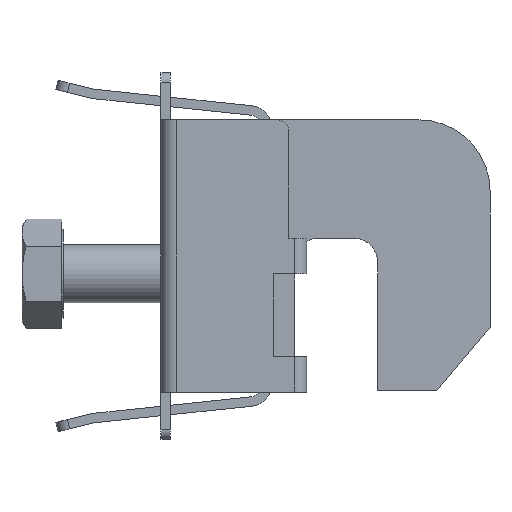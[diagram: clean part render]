
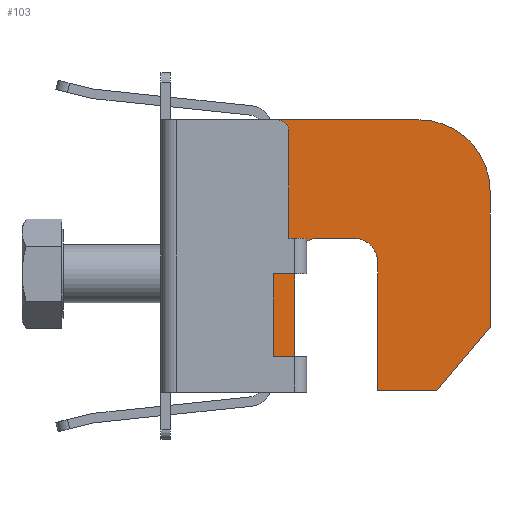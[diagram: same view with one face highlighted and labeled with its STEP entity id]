
A CAD part, left-side view. The second image highlights one B-rep face of the part: STEP entity #103.
In plain terms, the highlighted planar face has unit normal (-1, 0, 0).
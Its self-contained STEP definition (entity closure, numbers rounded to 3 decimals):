
#103=ADVANCED_FACE('',(#256),#257,.F.);
#256=FACE_OUTER_BOUND('',#562,.T.);
#257=PLANE('',#563);
#562=EDGE_LOOP('',(#900,#901,#902,#903,#904,#905,#906,#907,#908,#909,#910,#911,#912));
#563=AXIS2_PLACEMENT_3D('',#913,#914,#915);
#900=ORIENTED_EDGE('',*,*,#2136,.T.);
#901=ORIENTED_EDGE('',*,*,#2140,.T.);
#902=ORIENTED_EDGE('',*,*,#2141,.T.);
#903=ORIENTED_EDGE('',*,*,#2142,.T.);
#904=ORIENTED_EDGE('',*,*,#2143,.T.);
#905=ORIENTED_EDGE('',*,*,#2144,.T.);
#906=ORIENTED_EDGE('',*,*,#2145,.T.);
#907=ORIENTED_EDGE('',*,*,#2146,.T.);
#908=ORIENTED_EDGE('',*,*,#2147,.T.);
#909=ORIENTED_EDGE('',*,*,#2116,.F.);
#910=ORIENTED_EDGE('',*,*,#2148,.T.);
#911=ORIENTED_EDGE('',*,*,#2120,.F.);
#912=ORIENTED_EDGE('',*,*,#2149,.T.);
#913=CARTESIAN_POINT('',(-2.847,-8.321,29.68));
#914=DIRECTION('',(1.0,0.0,0.0));
#915=DIRECTION('',(0.0,1.0,0.0));
#2116=EDGE_CURVE('',#2524,#2525,#2526,.T.);
#2120=EDGE_CURVE('',#2532,#2533,#2534,.T.);
#2136=EDGE_CURVE('',#2565,#2563,#2566,.T.);
#2140=EDGE_CURVE('',#2563,#2572,#2573,.T.);
#2141=EDGE_CURVE('',#2572,#2574,#2575,.T.);
#2142=EDGE_CURVE('',#2574,#2576,#2577,.T.);
#2143=EDGE_CURVE('',#2576,#2578,#2579,.T.);
#2144=EDGE_CURVE('',#2578,#2580,#2581,.T.);
#2145=EDGE_CURVE('',#2580,#2582,#2583,.T.);
#2146=EDGE_CURVE('',#2582,#2584,#2585,.T.);
#2147=EDGE_CURVE('',#2584,#2525,#2586,.T.);
#2148=EDGE_CURVE('',#2524,#2533,#2587,.T.);
#2149=EDGE_CURVE('',#2532,#2565,#2588,.T.);
#2524=VERTEX_POINT('',#3196);
#2525=VERTEX_POINT('',#3197);
#2526=LINE('',#3198,#3199);
#2532=VERTEX_POINT('',#3208);
#2533=VERTEX_POINT('',#3209);
#2534=LINE('',#3210,#3211);
#2563=VERTEX_POINT('',#3252);
#2565=VERTEX_POINT('',#3255);
#2566=LINE('',#3256,#3257);
#2572=VERTEX_POINT('',#3264);
#2573=LINE('',#3265,#3266);
#2574=VERTEX_POINT('',#3267);
#2575=LINE('',#3268,#3269);
#2576=VERTEX_POINT('',#3270);
#2577=CIRCLE('',#3271,2.0);
#2578=VERTEX_POINT('',#3272);
#2579=LINE('',#3273,#3274);
#2580=VERTEX_POINT('',#3275);
#2581=CIRCLE('',#3276,2.0);
#2582=VERTEX_POINT('',#3277);
#2583=LINE('',#3278,#3279);
#2584=VERTEX_POINT('',#3280);
#2585=LINE('',#3281,#3282);
#2586=LINE('',#3283,#3284);
#2587=CIRCLE('',#3285,6.0);
#2588=LINE('',#3286,#3287);
#3196=CARTESIAN_POINT('',(-2.847,-8.321,23.68));
#3197=CARTESIAN_POINT('',(-2.847,-8.321,12.143));
#3198=CARTESIAN_POINT('',(-2.847,-8.321,29.68));
#3199=VECTOR('',#4202,1000.0);
#3208=CARTESIAN_POINT('',(-2.847,16.679,29.68));
#3209=CARTESIAN_POINT('',(-2.847,-2.321,29.68));
#3210=CARTESIAN_POINT('',(-2.847,-8.321,29.68));
#3211=VECTOR('',#4206,1000.0);
#3252=CARTESIAN_POINT('',(-2.847,10.179,6.68));
#3255=CARTESIAN_POINT('',(-2.847,16.679,6.68));
#3256=CARTESIAN_POINT('',(-2.847,-8.321,6.68));
#3257=VECTOR('',#4226,1000.0);
#3264=CARTESIAN_POINT('',(-2.847,8.179,8.68));
#3265=CARTESIAN_POINT('',(-2.847,8.179,8.68));
#3266=VECTOR('',#4234,1000.0);
#3267=CARTESIAN_POINT('',(-2.847,8.179,17.68));
#3268=CARTESIAN_POINT('',(-2.847,8.179,6.68));
#3269=VECTOR('',#4235,1000.0);
#3270=CARTESIAN_POINT('',(-2.847,6.179,19.68));
#3271=AXIS2_PLACEMENT_3D('',#4236,#4237,#4238);
#3272=CARTESIAN_POINT('',(-2.847,3.179,19.68));
#3273=CARTESIAN_POINT('',(-2.847,8.179,19.68));
#3274=VECTOR('',#4239,1000.0);
#3275=CARTESIAN_POINT('',(-2.847,1.179,17.68));
#3276=AXIS2_PLACEMENT_3D('',#4240,#4241,#4242);
#3277=CARTESIAN_POINT('',(-2.847,1.179,6.78));
#3278=CARTESIAN_POINT('',(-2.847,1.179,6.78));
#3279=VECTOR('',#4243,1000.0);
#3280=CARTESIAN_POINT('',(-2.847,-3.821,6.78));
#3281=CARTESIAN_POINT('',(-2.847,1.179,6.78));
#3282=VECTOR('',#4244,1000.0);
#3283=CARTESIAN_POINT('',(-2.847,-3.821,6.78));
#3284=VECTOR('',#4245,1000.0);
#3285=AXIS2_PLACEMENT_3D('',#4246,#4247,#4248);
#3286=CARTESIAN_POINT('',(-2.847,16.679,29.68));
#3287=VECTOR('',#4249,1000.0);
#4202=DIRECTION('',(-0.0,-0.0,-1.0));
#4206=DIRECTION('',(-0.0,-1.0,-0.0));
#4226=DIRECTION('',(-0.0,-1.0,-0.0));
#4234=DIRECTION('',(0.0,-0.707,0.707));
#4235=DIRECTION('',(0.0,0.0,1.0));
#4236=CARTESIAN_POINT('',(-2.847,6.179,17.68));
#4237=DIRECTION('',(1.0,0.0,0.0));
#4238=DIRECTION('',(0.0,0.0,-1.0));
#4239=DIRECTION('',(0.0,-1.0,0.0));
#4240=CARTESIAN_POINT('',(-2.847,3.179,17.68));
#4241=DIRECTION('',(1.0,0.0,0.0));
#4242=DIRECTION('',(0.0,0.0,-1.0));
#4243=DIRECTION('',(-0.0,-0.0,-1.0));
#4244=DIRECTION('',(0.0,-1.0,0.0));
#4245=DIRECTION('',(0.0,-0.643,0.766));
#4246=CARTESIAN_POINT('',(-2.847,-2.321,23.68));
#4247=DIRECTION('',(-1.0,-0.0,-0.0));
#4248=DIRECTION('',(0.0,0.0,-1.0));
#4249=DIRECTION('',(0.0,0.0,-1.0));
